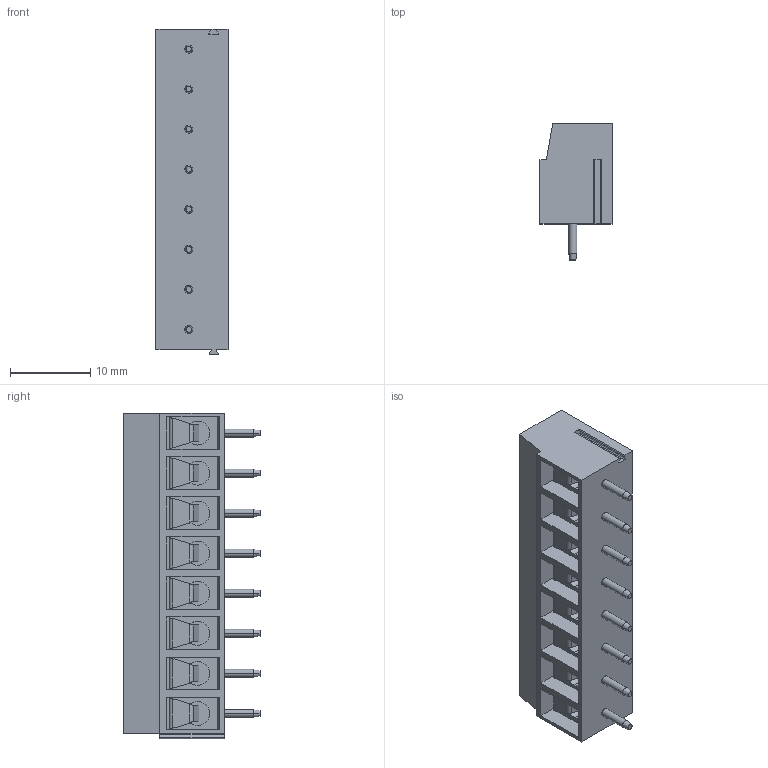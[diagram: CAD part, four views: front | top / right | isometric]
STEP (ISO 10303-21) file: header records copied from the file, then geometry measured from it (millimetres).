
FILE_DESCRIPTION((''),'2;1');
FILE_NAME('PRT0050','2024-10-19T',('yanfa'),(''),'PRO/ENGINEER BY PARAMETRIC TECHNOLOGY CORPORATION, 2009280','PRO/ENGINEER BY PARAMETRIC TECHNOLOGY CORPORATION, 2009280','');
FILE_SCHEMA(('AUTOMOTIVE_DESIGN_CC2 { 1 2 10303 214 -1 1 5 2 }'));
Length unit declared in the file: millimetre
Products named in the file (1): PRT0050
Bounding box: 9 x 17 x 40.68 mm (x, y, z)
Volume: 3477.3 mm3; surface area: 3538.9 mm2
Topology: 1 solids, 1 shells, 552 faces, 1466 edges, 956 vertices
Faces by surface type: plane 280, cylinder 160, extrusion 48, cone 48, torus 16
Entity records: 17809 total; most frequent: CARTESIAN_POINT 4094, ORIENTED_EDGE 2932, DIRECTION 2714, EDGE_CURVE 1466, VERTEX_POINT 956, VECTOR 906, AXIS2_PLACEMENT_3D 904, LINE 858
